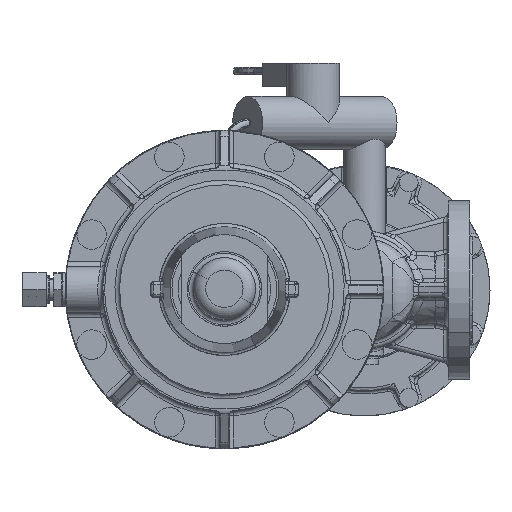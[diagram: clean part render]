
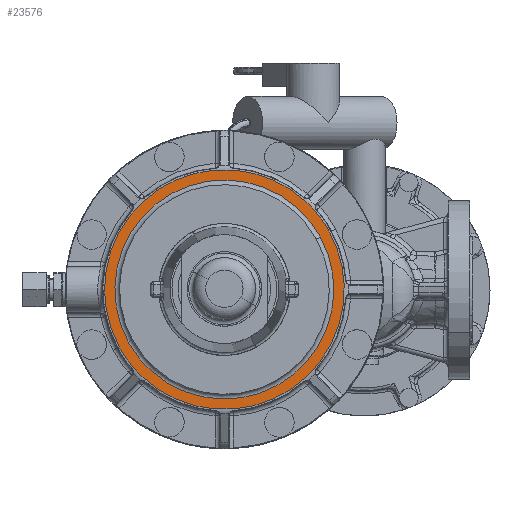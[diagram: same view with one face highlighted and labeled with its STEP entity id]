
A CAD part, top view. The second image highlights one B-rep face of the part: STEP entity #23576.
In plain terms, the highlighted planar face has unit normal (0, 0, 1).
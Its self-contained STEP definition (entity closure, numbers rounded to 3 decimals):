
#20257=DIRECTION('Axis2P3D Direction',(0.,0.,1.)) ;
#20264=DIRECTION('Axis2P3D Direction',(0.,0.,1.)) ;
#20271=DIRECTION('Axis2P3D Direction',(0.,0.,1.)) ;
#20278=DIRECTION('Axis2P3D Direction',(0.,0.,1.)) ;
#20285=DIRECTION('Axis2P3D Direction',(0.,0.,1.)) ;
#22170=DIRECTION('Axis2P3D Direction',(0.,-0.,1.)) ;
#22177=DIRECTION('Axis2P3D Direction',(0.,-0.,1.)) ;
#22184=DIRECTION('Axis2P3D Direction',(0.,-0.,1.)) ;
#22191=DIRECTION('Axis2P3D Direction',(0.,-0.,1.)) ;
#23543=DIRECTION('Axis2P3D Direction',(0.,0.,1.)) ;
#23544=DIRECTION('Axis2P3D XDirection',(1.,0.,0.)) ;
#23559=DIRECTION('Axis2P3D Direction',(0.,0.,1.)) ;
#23568=DIRECTION('Axis2P3D Direction',(0.,0.,1.)) ;
#20253=CARTESIAN_POINT('Vertex',(67.714,36.993,156.)) ;
#20256=CARTESIAN_POINT('Axis2P3D Location',(0.,0.,156.)) ;
#20260=CARTESIAN_POINT('Vertex',(77.102,3.,156.)) ;
#20263=CARTESIAN_POINT('Axis2P3D Location',(0.,0.,156.)) ;
#20267=CARTESIAN_POINT('Vertex',(52.398,-56.641,156.)) ;
#20270=CARTESIAN_POINT('Axis2P3D Location',(0.,0.,156.)) ;
#20274=CARTESIAN_POINT('Vertex',(-52.398,-56.641,156.)) ;
#20277=CARTESIAN_POINT('Axis2P3D Location',(0.,0.,156.)) ;
#20281=CARTESIAN_POINT('Vertex',(-56.641,-52.398,156.)) ;
#20284=CARTESIAN_POINT('Axis2P3D Location',(0.,0.,156.)) ;
#20288=CARTESIAN_POINT('Vertex',(-67.714,-36.993,156.)) ;
#22169=CARTESIAN_POINT('Axis2P3D Location',(0.,0.,156.)) ;
#22173=CARTESIAN_POINT('Vertex',(-52.398,56.641,156.)) ;
#22176=CARTESIAN_POINT('Axis2P3D Location',(0.,0.,156.)) ;
#22180=CARTESIAN_POINT('Vertex',(52.398,56.641,156.)) ;
#22183=CARTESIAN_POINT('Axis2P3D Location',(0.,0.,156.)) ;
#22187=CARTESIAN_POINT('Vertex',(56.641,52.398,156.)) ;
#22190=CARTESIAN_POINT('Axis2P3D Location',(0.,0.,156.)) ;
#23542=CARTESIAN_POINT('Axis2P3D Location',(70.5,0.,156.)) ;
#23558=CARTESIAN_POINT('Axis2P3D Location',(0.,0.,156.)) ;
#23562=CARTESIAN_POINT('Vertex',(61.87,33.8,156.)) ;
#23564=CARTESIAN_POINT('Vertex',(-61.87,-33.8,156.)) ;
#23567=CARTESIAN_POINT('Axis2P3D Location',(0.,0.,156.)) ;
#20258=AXIS2_PLACEMENT_3D('Circle Axis2P3D',#20256,#20257,$) ;
#20265=AXIS2_PLACEMENT_3D('Circle Axis2P3D',#20263,#20264,$) ;
#20272=AXIS2_PLACEMENT_3D('Circle Axis2P3D',#20270,#20271,$) ;
#20279=AXIS2_PLACEMENT_3D('Circle Axis2P3D',#20277,#20278,$) ;
#20286=AXIS2_PLACEMENT_3D('Circle Axis2P3D',#20284,#20285,$) ;
#22171=AXIS2_PLACEMENT_3D('Circle Axis2P3D',#22169,#22170,$) ;
#22178=AXIS2_PLACEMENT_3D('Circle Axis2P3D',#22176,#22177,$) ;
#22185=AXIS2_PLACEMENT_3D('Circle Axis2P3D',#22183,#22184,$) ;
#22192=AXIS2_PLACEMENT_3D('Circle Axis2P3D',#22190,#22191,$) ;
#23545=AXIS2_PLACEMENT_3D('Plane Axis2P3D',#23542,#23543,#23544) ;
#23560=AXIS2_PLACEMENT_3D('Circle Axis2P3D',#23558,#23559,$) ;
#23569=AXIS2_PLACEMENT_3D('Circle Axis2P3D',#23567,#23568,$) ;
#23575=FACE_BOUND('',#23572,.T.) ;
#20262=EDGE_CURVE('',#20261,#20254,#20259,.T.) ;
#20269=EDGE_CURVE('',#20268,#20261,#20266,.T.) ;
#20276=EDGE_CURVE('',#20275,#20268,#20273,.T.) ;
#20283=EDGE_CURVE('',#20282,#20275,#20280,.T.) ;
#20290=EDGE_CURVE('',#20289,#20282,#20287,.T.) ;
#22175=EDGE_CURVE('',#22174,#20289,#22172,.T.) ;
#22182=EDGE_CURVE('',#22181,#22174,#22179,.T.) ;
#22189=EDGE_CURVE('',#22188,#22181,#22186,.T.) ;
#22194=EDGE_CURVE('',#20254,#22188,#22193,.T.) ;
#23566=EDGE_CURVE('',#23563,#23565,#23561,.T.) ;
#23571=EDGE_CURVE('',#23565,#23563,#23570,.T.) ;
#23546=PLANE('Plane',#23545) ;
#23548=ORIENTED_EDGE('',*,*,#20276,.T.) ;
#23549=ORIENTED_EDGE('',*,*,#20269,.T.) ;
#23550=ORIENTED_EDGE('',*,*,#20262,.T.) ;
#23551=ORIENTED_EDGE('',*,*,#22194,.T.) ;
#23552=ORIENTED_EDGE('',*,*,#22189,.T.) ;
#23553=ORIENTED_EDGE('',*,*,#22182,.T.) ;
#23554=ORIENTED_EDGE('',*,*,#22175,.T.) ;
#23555=ORIENTED_EDGE('',*,*,#20290,.T.) ;
#23556=ORIENTED_EDGE('',*,*,#20283,.T.) ;
#23573=ORIENTED_EDGE('',*,*,#23566,.F.) ;
#23574=ORIENTED_EDGE('',*,*,#23571,.F.) ;
#23576=ADVANCED_FACE('Brep With Voids',(#23557,#23575),#23546,.T.) ;
#20259=CIRCLE('generated circle',#20258,77.16) ;
#20266=CIRCLE('generated circle',#20265,77.16) ;
#20273=CIRCLE('generated circle',#20272,77.16) ;
#20280=CIRCLE('generated circle',#20279,77.16) ;
#20287=CIRCLE('generated circle',#20286,77.16) ;
#22172=CIRCLE('generated circle',#22171,77.16) ;
#22179=CIRCLE('generated circle',#22178,77.16) ;
#22186=CIRCLE('generated circle',#22185,77.16) ;
#22193=CIRCLE('generated circle',#22192,77.16) ;
#23561=CIRCLE('generated circle',#23560,70.5) ;
#23570=CIRCLE('generated circle',#23569,70.5) ;
#20254=VERTEX_POINT('',#20253) ;
#20261=VERTEX_POINT('',#20260) ;
#20268=VERTEX_POINT('',#20267) ;
#20275=VERTEX_POINT('',#20274) ;
#20282=VERTEX_POINT('',#20281) ;
#20289=VERTEX_POINT('',#20288) ;
#22174=VERTEX_POINT('',#22173) ;
#22181=VERTEX_POINT('',#22180) ;
#22188=VERTEX_POINT('',#22187) ;
#23563=VERTEX_POINT('',#23562) ;
#23565=VERTEX_POINT('',#23564) ;
#23547=EDGE_LOOP('',(#23548,#23549,#23550,#23551,#23552,#23553,#23554,#23555,#23556)) ;
#23572=EDGE_LOOP('',(#23573,#23574)) ;
#23557=FACE_OUTER_BOUND('',#23547,.T.) ;
